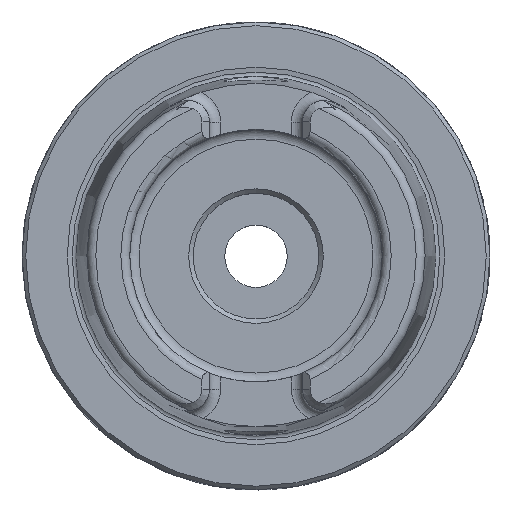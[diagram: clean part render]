
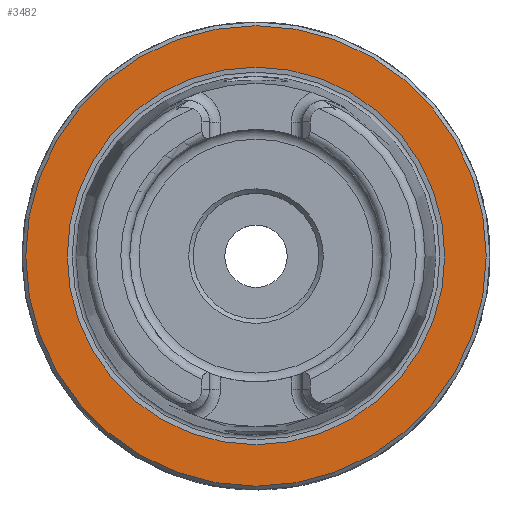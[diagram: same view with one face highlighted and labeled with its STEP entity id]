
A CAD part, top view. The second image highlights one B-rep face of the part: STEP entity #3482.
In plain terms, the highlighted planar face has unit normal (0, 0, 1).
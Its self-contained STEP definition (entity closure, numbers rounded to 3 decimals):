
#279=CIRCLE('',#3714,31.);
#281=CIRCLE('',#3718,25.418);
#671=ORIENTED_EDGE('',*,*,#1154,.T.);
#672=ORIENTED_EDGE('',*,*,#1156,.F.);
#1154=EDGE_CURVE('',#1430,#1430,#279,.T.);
#1156=EDGE_CURVE('',#1432,#1432,#281,.T.);
#1430=VERTEX_POINT('',#5098);
#1432=VERTEX_POINT('',#5104);
#1838=EDGE_LOOP('',(#671));
#1839=EDGE_LOOP('',(#672));
#2081=FACE_BOUND('',#1838,.T.);
#2082=FACE_BOUND('',#1839,.T.);
#2244=PLANE('',#3717);
#3482=ADVANCED_FACE('',(#2081,#2082),#2244,.T.);
#3714=AXIS2_PLACEMENT_3D('',#5097,#4213,#4214);
#3717=AXIS2_PLACEMENT_3D('',#5102,#4219,#4220);
#3718=AXIS2_PLACEMENT_3D('',#5103,#4221,#4222);
#4213=DIRECTION('',(0.,0.,1.));
#4214=DIRECTION('',(1.,0.,0.));
#4219=DIRECTION('',(0.,0.,1.));
#4220=DIRECTION('',(1.,0.,0.));
#4221=DIRECTION('',(0.,0.,1.));
#4222=DIRECTION('',(1.,0.,0.));
#5097=CARTESIAN_POINT('',(0.,0.,0.));
#5098=CARTESIAN_POINT('',(31.,0.,0.));
#5102=CARTESIAN_POINT('',(31.,0.,0.));
#5103=CARTESIAN_POINT('',(0.,0.,0.));
#5104=CARTESIAN_POINT('',(25.418,0.,0.));
